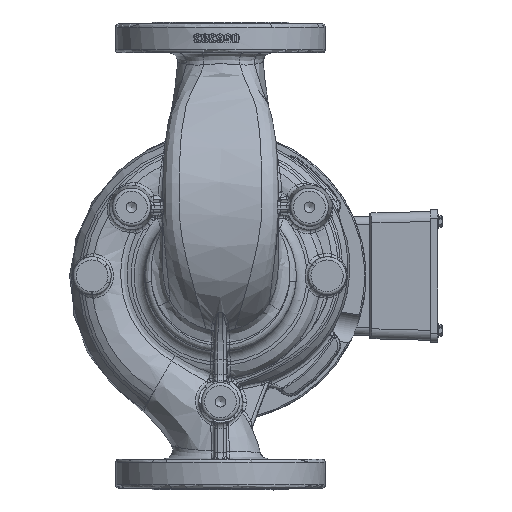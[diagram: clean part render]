
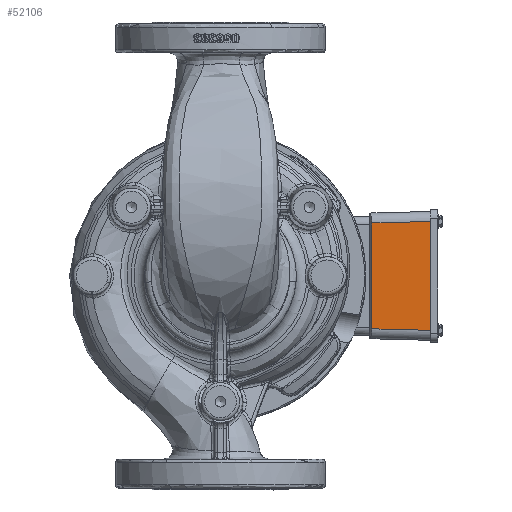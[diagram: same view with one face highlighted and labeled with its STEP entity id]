
A CAD part, front view. The second image highlights one B-rep face of the part: STEP entity #52106.
In plain terms, the highlighted planar face has unit normal (-0.026, -1, 0).
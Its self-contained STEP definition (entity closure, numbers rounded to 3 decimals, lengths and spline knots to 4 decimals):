
#1061=PLANE('',#55765);
#6645=FACE_OUTER_BOUND('',#9514,.T.);
#9514=EDGE_LOOP('',(#41085,#41086,#41087,#41088));
#14143=LINE('',#167451,#17568);
#14156=LINE('',#167490,#17581);
#14157=LINE('',#167492,#17582);
#14158=LINE('',#167493,#17583);
#17568=VECTOR('',#64526,39.3701);
#17581=VECTOR('',#64567,39.3701);
#17582=VECTOR('',#64568,39.3701);
#17583=VECTOR('',#64569,39.3701);
#22444=VERTEX_POINT('',#167445);
#22446=VERTEX_POINT('',#167449);
#22458=VERTEX_POINT('',#167489);
#22459=VERTEX_POINT('',#167491);
#29271=EDGE_CURVE('',#22444,#22446,#14143,.T.);
#29290=EDGE_CURVE('',#22444,#22458,#14156,.T.);
#29291=EDGE_CURVE('',#22459,#22446,#14157,.T.);
#29292=EDGE_CURVE('',#22458,#22459,#14158,.T.);
#41085=ORIENTED_EDGE('',*,*,#29290,.F.);
#41086=ORIENTED_EDGE('',*,*,#29271,.T.);
#41087=ORIENTED_EDGE('',*,*,#29291,.F.);
#41088=ORIENTED_EDGE('',*,*,#29292,.F.);
#52106=ADVANCED_FACE('',(#6645),#1061,.F.);
#55765=AXIS2_PLACEMENT_3D('',#167488,#64565,#64566);
#64526=DIRECTION('',(0.,0.,-1.));
#64565=DIRECTION('center_axis',(0.026,1.,0.));
#64566=DIRECTION('ref_axis',(1.,-0.026,0.));
#64567=DIRECTION('',(0.999,-0.026,0.026));
#64568=DIRECTION('',(-0.999,0.026,0.026));
#64569=DIRECTION('',(0.,0.,-1.));
#167445=CARTESIAN_POINT('',(4.6907,13.5121,1.6391));
#167449=CARTESIAN_POINT('',(4.6907,13.5121,-1.6391));
#167451=CARTESIAN_POINT('',(4.6907,13.5121,-2.));
#167488=CARTESIAN_POINT('Origin',(6.64,13.4611,-2.));
#167489=CARTESIAN_POINT('',(6.5145,13.4644,1.6868));
#167490=CARTESIAN_POINT('',(6.5631,13.4631,1.6881));
#167491=CARTESIAN_POINT('',(6.5145,13.4644,-1.6868));
#167492=CARTESIAN_POINT('',(6.5145,13.4644,-1.6868));
#167493=CARTESIAN_POINT('',(6.5145,13.4644,-2.));
